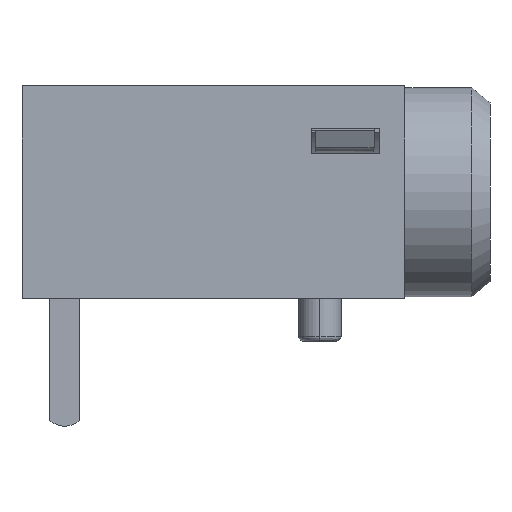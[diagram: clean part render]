
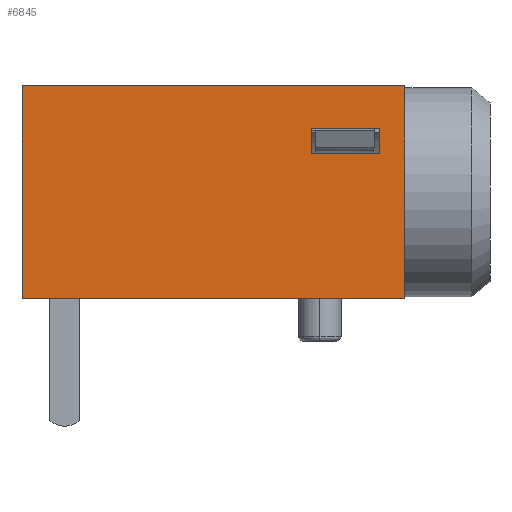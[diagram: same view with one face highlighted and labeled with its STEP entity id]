
A CAD part, left-side view. The second image highlights one B-rep face of the part: STEP entity #6845.
In plain terms, the highlighted planar face has unit normal (-1, 0, 0).
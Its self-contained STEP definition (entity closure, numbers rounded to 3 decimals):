
#36 = ORIENTED_EDGE ( 'NONE', *, *, #4670, .T. ) ;
#260 = DIRECTION ( 'NONE',  ( 0., 1., 0. ) ) ;
#467 = EDGE_CURVE ( 'NONE', #1943, #843, #6983, .T. ) ;
#507 = CARTESIAN_POINT ( 'NONE',  ( -3., 11.1, 3.4 ) ) ;
#657 = ORIENTED_EDGE ( 'NONE', *, *, #908, .F. ) ;
#843 = VERTEX_POINT ( 'NONE', #5407 ) ;
#889 = VERTEX_POINT ( 'NONE', #4092 ) ;
#908 = EDGE_CURVE ( 'NONE', #7495, #889, #3136, .T. ) ;
#974 = CARTESIAN_POINT ( 'NONE',  ( -3., 19.5, 0. ) ) ;
#1068 = CARTESIAN_POINT ( 'NONE',  ( -3., 10.5, 0. ) ) ;
#1219 = EDGE_CURVE ( 'NONE', #6967, #889, #3967, .T. ) ;
#1247 = CARTESIAN_POINT ( 'NONE',  ( -3., 19.5, 4. ) ) ;
#1397 = CARTESIAN_POINT ( 'NONE',  ( -3., 12.7, 3.4 ) ) ;
#1570 = DIRECTION ( 'NONE',  ( 0., 0., 1. ) ) ;
#1616 = LINE ( 'NONE', #1397, #5315 ) ;
#1943 = VERTEX_POINT ( 'NONE', #4691 ) ;
#2046 = CARTESIAN_POINT ( 'NONE',  ( -3., 12.7, 3.4 ) ) ;
#2132 = VERTEX_POINT ( 'NONE', #507 ) ;
#2139 = LINE ( 'NONE', #6348, #3701 ) ;
#2217 = DIRECTION ( 'NONE',  ( 0., -1., 0. ) ) ;
#2263 = DIRECTION ( 'NONE',  ( 0., 0., 1. ) ) ;
#2421 = ORIENTED_EDGE ( 'NONE', *, *, #6254, .T. ) ;
#2509 = ORIENTED_EDGE ( 'NONE', *, *, #5710, .T. ) ;
#2519 = ORIENTED_EDGE ( 'NONE', *, *, #467, .T. ) ;
#2556 = LINE ( 'NONE', #6831, #5975 ) ;
#2720 = DIRECTION ( 'NONE',  ( 0., 1., 0. ) ) ;
#2748 = VECTOR ( 'NONE', #4636, 1000. ) ;
#2910 = CARTESIAN_POINT ( 'NONE',  ( -3., 19.5, 5. ) ) ;
#3136 = LINE ( 'NONE', #3358, #3859 ) ;
#3162 = EDGE_CURVE ( 'NONE', #7495, #5092, #2556, .T. ) ;
#3174 = DIRECTION ( 'NONE',  ( 0., -1., 0. ) ) ;
#3191 = EDGE_LOOP ( 'NONE', ( #657, #3327, #2421, #3800 ) ) ;
#3327 = ORIENTED_EDGE ( 'NONE', *, *, #3162, .T. ) ;
#3358 = CARTESIAN_POINT ( 'NONE',  ( -3., 19.5, 0. ) ) ;
#3573 = AXIS2_PLACEMENT_3D ( 'NONE', #974, #4172, #1570 ) ;
#3701 = VECTOR ( 'NONE', #2263, 1000. ) ;
#3800 = ORIENTED_EDGE ( 'NONE', *, *, #1219, .T. ) ;
#3859 = VECTOR ( 'NONE', #6011, 1000. ) ;
#3967 = LINE ( 'NONE', #2910, #5397 ) ;
#4092 = CARTESIAN_POINT ( 'NONE',  ( -3., 19.5, 5. ) ) ;
#4172 = DIRECTION ( 'NONE',  ( -1., 0., 0. ) ) ;
#4512 = LINE ( 'NONE', #7289, #2748 ) ;
#4568 = EDGE_CURVE ( 'NONE', #843, #2132, #4512, .T. ) ;
#4636 = DIRECTION ( 'NONE',  ( 0., 0., -1. ) ) ;
#4670 = EDGE_CURVE ( 'NONE', #2132, #7220, #1616, .T. ) ;
#4691 = CARTESIAN_POINT ( 'NONE',  ( -3., 12.7, 4. ) ) ;
#4878 = CARTESIAN_POINT ( 'NONE',  ( -3., 19.5, 0. ) ) ;
#4974 = CARTESIAN_POINT ( 'NONE',  ( -3., 10.5, 5. ) ) ;
#5011 = DIRECTION ( 'NONE',  ( 0., 0., 1. ) ) ;
#5092 = VERTEX_POINT ( 'NONE', #5718 ) ;
#5315 = VECTOR ( 'NONE', #2720, 1000. ) ;
#5397 = VECTOR ( 'NONE', #260, 1000. ) ;
#5407 = CARTESIAN_POINT ( 'NONE',  ( -3., 11.1, 4. ) ) ;
#5710 = EDGE_CURVE ( 'NONE', #7220, #1943, #2139, .T. ) ;
#5718 = CARTESIAN_POINT ( 'NONE',  ( -3., 10.5, 0. ) ) ;
#5791 = FACE_OUTER_BOUND ( 'NONE', #3191, .T. ) ;
#5975 = VECTOR ( 'NONE', #2217, 1000. ) ;
#6011 = DIRECTION ( 'NONE',  ( 0., 0., 1. ) ) ;
#6109 = FACE_BOUND ( 'NONE', #8299, .T. ) ;
#6254 = EDGE_CURVE ( 'NONE', #5092, #6967, #6596, .T. ) ;
#6348 = CARTESIAN_POINT ( 'NONE',  ( -3., 12.7, 0. ) ) ;
#6394 = VECTOR ( 'NONE', #5011, 1000. ) ;
#6596 = LINE ( 'NONE', #1068, #6394 ) ;
#6831 = CARTESIAN_POINT ( 'NONE',  ( -3., 19.5, 0. ) ) ;
#6845 = ADVANCED_FACE ( 'NONE', ( #6109, #5791 ), #8177, .T. ) ;
#6967 = VERTEX_POINT ( 'NONE', #4974 ) ;
#6983 = LINE ( 'NONE', #1247, #8094 ) ;
#7220 = VERTEX_POINT ( 'NONE', #2046 ) ;
#7289 = CARTESIAN_POINT ( 'NONE',  ( -3., 11.1, 5. ) ) ;
#7495 = VERTEX_POINT ( 'NONE', #4878 ) ;
#7783 = ORIENTED_EDGE ( 'NONE', *, *, #4568, .T. ) ;
#8094 = VECTOR ( 'NONE', #3174, 1000. ) ;
#8177 = PLANE ( 'NONE',  #3573 ) ;
#8299 = EDGE_LOOP ( 'NONE', ( #2519, #7783, #36, #2509 ) ) ;
